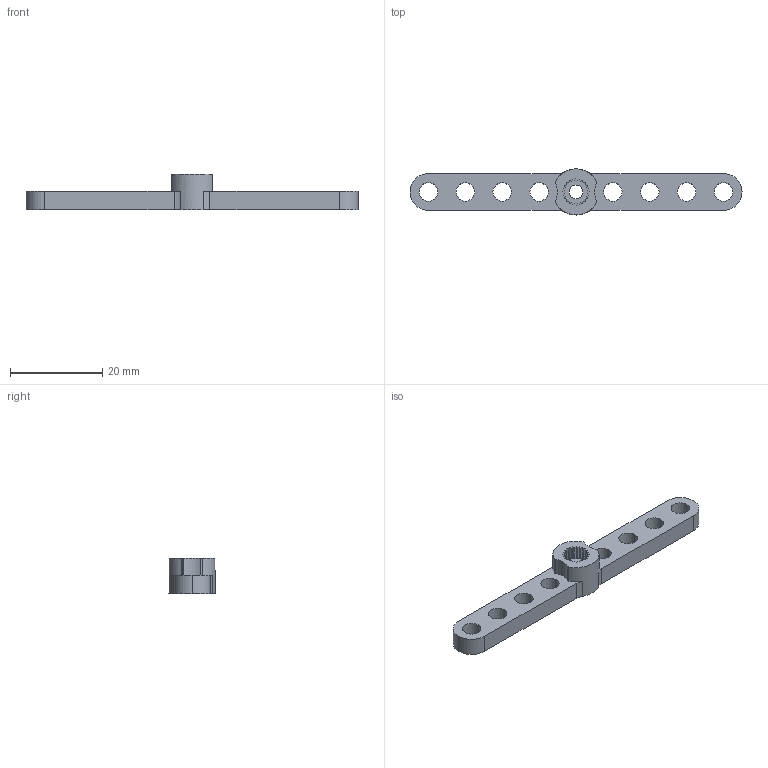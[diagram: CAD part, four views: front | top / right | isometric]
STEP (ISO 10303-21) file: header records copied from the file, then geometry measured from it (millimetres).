
FILE_DESCRIPTION (( 'STEP AP203' ), '1' );
FILE_NAME ('1902-0024-0204.STEP', '2017-09-15T19:03:54', ( '' ), ( '' ), 'SwSTEP 2.0', 'SolidWorks 2016', '' );
FILE_SCHEMA (( 'CONFIG_CONTROL_DESIGN' ));
Length unit declared in the file: millimetre
Products named in the file (1): 1902-0024-0204
Bounding box: 72 x 10 x 7.75 mm (x, y, z)
Volume: 1937.7 mm3; surface area: 2239.6 mm2
Topology: 1 solids, 1 shells, 99 faces, 282 edges, 188 vertices
Faces by surface type: plane 59, cylinder 40
Entity records: 3353 total; most frequent: CARTESIAN_POINT 570, DIRECTION 566, ORIENTED_EDGE 564, EDGE_CURVE 282, VECTOR 198, LINE 198, VERTEX_POINT 188, AXIS2_PLACEMENT_3D 184
